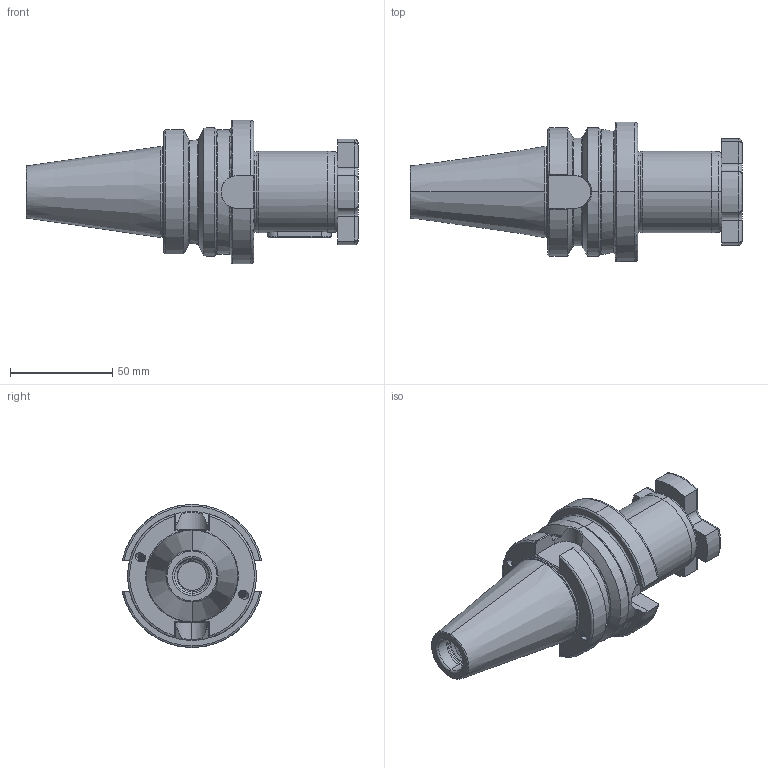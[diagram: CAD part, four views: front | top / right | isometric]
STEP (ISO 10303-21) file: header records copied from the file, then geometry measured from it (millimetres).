
FILE_DESCRIPTION (( 'STEP AP203' ), '1' );
FILE_NAME ('406.10.40.STEP', '2016-11-26T01:31:27', ( '' ), ( '' ), 'SwSTEP 2.0', 'SolidWorks 2012', '' );
FILE_SCHEMA (( 'CONFIG_CONTROL_DESIGN' ));
Length unit declared in the file: millimetre
Products named in the file (4): SC40用鍵_10x8x32L; 406.10.40; 十字螺絲FMB40
Assembly tree (3 placements, depth 2):
  406.10.40
    406.10.40
    十字螺絲FMB40
    SC40用鍵_10x8x32L
Bounding box: 162.4 x 68.29 x 70 mm (x, y, z)
Volume: 235569.9 mm3; surface area: 48411.2 mm2
Topology: 3 solids, 3 shells, 349 faces, 925 edges, 584 vertices
Faces by surface type: cylinder 177, plane 65, torus 48, cone 34, bspline 25
Entity records: 22725 total; most frequent: CARTESIAN_POINT 14602, ORIENTED_EDGE 1850, DIRECTION 1416, EDGE_CURVE 925, VERTEX_POINT 584, AXIS2_PLACEMENT_3D 549, EDGE_LOOP 359, FACE_OUTER_BOUND 349
